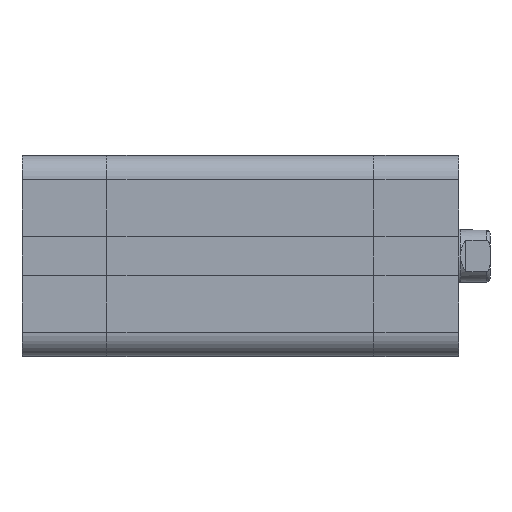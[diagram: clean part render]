
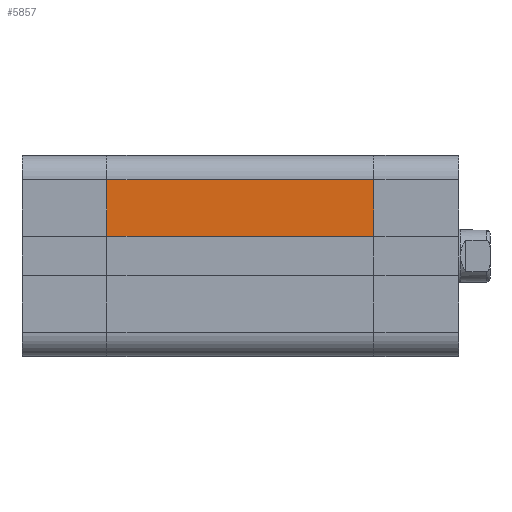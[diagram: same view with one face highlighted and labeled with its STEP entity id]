
A CAD part, front view. The second image highlights one B-rep face of the part: STEP entity #5857.
In plain terms, the highlighted planar face has unit normal (0, -1, 0).
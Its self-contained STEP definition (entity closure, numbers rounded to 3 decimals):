
#100 = CARTESIAN_POINT ( 'NONE',  ( -11., -14.5, -38.5 ) ) ;
#101 = DIRECTION ( 'NONE',  ( 1., 0., 0. ) ) ;
#106 = CARTESIAN_POINT ( 'NONE',  ( -11., -14.5, 0. ) ) ;
#107 = DIRECTION ( 'NONE',  ( 1., 0., 0. ) ) ;
#271 = CARTESIAN_POINT ( 'NONE',  ( -2.85, -14.5, -38.5 ) ) ;
#616 = CARTESIAN_POINT ( 'NONE',  ( -11., -14.5, -38.5 ) ) ;
#625 = CARTESIAN_POINT ( 'NONE',  ( -2.85, -14.5, 0. ) ) ;
#626 = CARTESIAN_POINT ( 'NONE',  ( -11., -14.5, 0. ) ) ;
#1066 = CARTESIAN_POINT ( 'NONE',  ( -11., -14.5, -38.5 ) ) ;
#1067 = PLANE ( 'NONE',  #2905 ) ;
#1069 = DIRECTION ( 'NONE',  ( 0., -1., 0. ) ) ;
#1070 = DIRECTION ( 'NONE',  ( 0., 0., -1. ) ) ;
#2164 = EDGE_CURVE ( 'NONE', #3913, #4026, #6789, .T. ) ;
#2465 = EDGE_CURVE ( 'NONE', #3036, #4023, #7266, .T. ) ;
#2530 = EDGE_CURVE ( 'NONE', #3913, #3036, #5202, .T. ) ;
#2533 = EDGE_CURVE ( 'NONE', #4026, #4023, #5208, .T. ) ;
#2905 = AXIS2_PLACEMENT_3D ( 'NONE', #1066, #1069, #1070 ) ;
#3036 = VERTEX_POINT ( 'NONE', #271 ) ;
#3739 = CARTESIAN_POINT ( 'NONE',  ( -11., -14.5, -38.5 ) ) ;
#3742 = DIRECTION ( 'NONE',  ( 0., 0., 1. ) ) ;
#3913 = VERTEX_POINT ( 'NONE', #616 ) ;
#4023 = VERTEX_POINT ( 'NONE', #625 ) ;
#4026 = VERTEX_POINT ( 'NONE', #626 ) ;
#4596 = CARTESIAN_POINT ( 'NONE',  ( -2.85, -14.5, -38.5 ) ) ;
#4597 = DIRECTION ( 'NONE',  ( 0., 0., 1. ) ) ;
#4966 = EDGE_LOOP ( 'NONE', ( #7544, #7545, #7546, #7547 ) ) ;
#5202 = LINE ( 'NONE', #100, #5203 ) ;
#5203 = VECTOR ( 'NONE', #101, 1000. ) ;
#5208 = LINE ( 'NONE', #106, #5209 ) ;
#5209 = VECTOR ( 'NONE', #107, 1000. ) ;
#5497 = FACE_OUTER_BOUND ( 'NONE', #4966, .T. ) ;
#5857 = ADVANCED_FACE ( 'NONE', ( #5497 ), #1067, .T. ) ;
#6789 = LINE ( 'NONE', #3739, #6792 ) ;
#6792 = VECTOR ( 'NONE', #3742, 1000. ) ;
#7266 = LINE ( 'NONE', #4596, #7267 ) ;
#7267 = VECTOR ( 'NONE', #4597, 1000. ) ;
#7544 = ORIENTED_EDGE ( 'NONE', *, *, #2465, .T. ) ;
#7545 = ORIENTED_EDGE ( 'NONE', *, *, #2533, .F. ) ;
#7546 = ORIENTED_EDGE ( 'NONE', *, *, #2164, .F. ) ;
#7547 = ORIENTED_EDGE ( 'NONE', *, *, #2530, .T. ) ;
